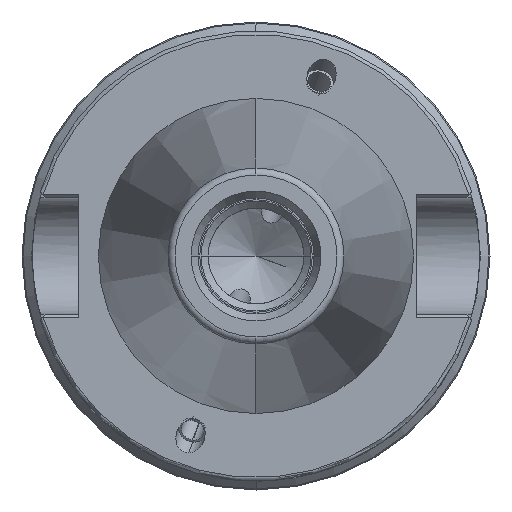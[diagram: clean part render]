
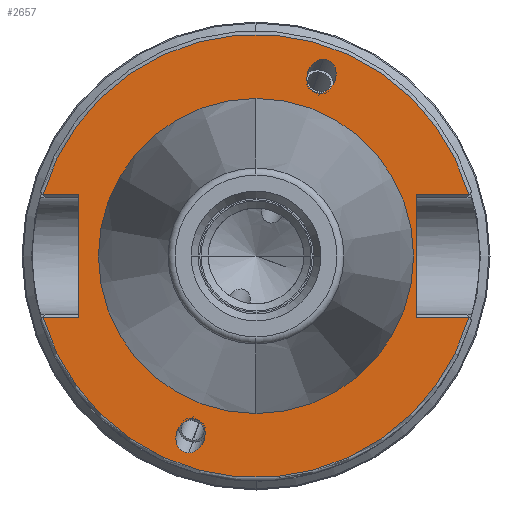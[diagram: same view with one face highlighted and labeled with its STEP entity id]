
A CAD part, left-side view. The second image highlights one B-rep face of the part: STEP entity #2657.
In plain terms, the highlighted planar face has unit normal (-1, 0, 0).
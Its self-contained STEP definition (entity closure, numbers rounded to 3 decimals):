
#116=CARTESIAN_POINT('',(3.175,0.,0.));
#117=DIRECTION('',(1.,0.,0.));
#118=DIRECTION('',(0.,1.,0.));
#119=AXIS2_PLACEMENT_3D('',#116,#117,#118);
#121=CARTESIAN_POINT('',(3.175,0.,0.));
#122=DIRECTION('',(1.,0.,0.));
#123=DIRECTION('',(0.,-1.,0.));
#124=AXIS2_PLACEMENT_3D('',#121,#122,#123);
#126=CARTESIAN_POINT('',(3.175,9.498,-27.766));
#127=CARTESIAN_POINT('',(3.175,9.257,-27.766));
#128=CARTESIAN_POINT('',(3.175,8.727,-27.663));
#129=CARTESIAN_POINT('',(3.175,7.941,-27.117));
#130=CARTESIAN_POINT('',(3.175,7.379,-26.257));
#131=CARTESIAN_POINT('',(3.175,7.151,-25.372));
#132=CARTESIAN_POINT('',(3.175,7.185,-24.486));
#133=CARTESIAN_POINT('',(3.175,7.557,-23.627));
#134=CARTESIAN_POINT('',(3.175,8.223,-23.08));
#135=CARTESIAN_POINT('',(3.175,8.731,-22.978));
#136=CARTESIAN_POINT('',(3.175,8.971,-22.978));
#138=CARTESIAN_POINT('',(3.175,8.971,-22.978));
#139=CARTESIAN_POINT('',(3.175,9.212,-22.978));
#140=CARTESIAN_POINT('',(3.175,9.742,-23.08));
#141=CARTESIAN_POINT('',(3.175,10.528,-23.627));
#142=CARTESIAN_POINT('',(3.175,11.09,-24.486));
#143=CARTESIAN_POINT('',(3.175,11.318,-25.372));
#144=CARTESIAN_POINT('',(3.175,11.284,-26.257));
#145=CARTESIAN_POINT('',(3.175,10.912,-27.117));
#146=CARTESIAN_POINT('',(3.175,10.246,-27.663));
#147=CARTESIAN_POINT('',(3.175,9.738,-27.766));
#148=CARTESIAN_POINT('',(3.175,9.498,-27.766));
#150=CARTESIAN_POINT('',(3.175,-9.498,27.766));
#151=CARTESIAN_POINT('',(3.175,-9.257,27.766));
#152=CARTESIAN_POINT('',(3.175,-8.727,27.663));
#153=CARTESIAN_POINT('',(3.175,-7.941,27.117));
#154=CARTESIAN_POINT('',(3.175,-7.379,26.257));
#155=CARTESIAN_POINT('',(3.175,-7.151,25.372));
#156=CARTESIAN_POINT('',(3.175,-7.185,24.486));
#157=CARTESIAN_POINT('',(3.175,-7.557,23.627));
#158=CARTESIAN_POINT('',(3.175,-8.223,23.08));
#159=CARTESIAN_POINT('',(3.175,-8.731,22.978));
#160=CARTESIAN_POINT('',(3.175,-8.971,22.978));
#162=CARTESIAN_POINT('',(3.175,-8.971,22.978));
#163=CARTESIAN_POINT('',(3.175,-9.212,22.978));
#164=CARTESIAN_POINT('',(3.175,-9.742,23.08));
#165=CARTESIAN_POINT('',(3.175,-10.528,23.627));
#166=CARTESIAN_POINT('',(3.175,-11.09,24.486));
#167=CARTESIAN_POINT('',(3.175,-11.318,25.372));
#168=CARTESIAN_POINT('',(3.175,-11.284,26.257));
#169=CARTESIAN_POINT('',(3.175,-10.912,27.117));
#170=CARTESIAN_POINT('',(3.175,-10.246,27.663));
#171=CARTESIAN_POINT('',(3.175,-9.738,27.766));
#172=CARTESIAN_POINT('',(3.175,-9.498,27.766));
#174=DIRECTION('',(0.,-1.,0.));
#175=VECTOR('',#174,5.017);
#176=CARTESIAN_POINT('',(3.175,30.017,8.69));
#177=LINE('',#176,#175);
#178=DIRECTION('',(0.,-1.,0.));
#179=VECTOR('',#178,7.417);
#180=CARTESIAN_POINT('',(3.175,-22.6,8.69));
#181=LINE('',#180,#179);
#182=DIRECTION('',(0.,1.,0.));
#183=VECTOR('',#182,7.417);
#184=CARTESIAN_POINT('',(3.175,-30.017,-8.69));
#185=LINE('',#184,#183);
#186=DIRECTION('',(0.,1.,0.));
#187=VECTOR('',#186,5.017);
#188=CARTESIAN_POINT('',(3.175,25.,-8.69));
#189=LINE('',#188,#187);
#1013=DIRECTION('',(0.,0.,1.));
#1014=VECTOR('',#1013,17.38);
#1015=CARTESIAN_POINT('',(3.175,-22.6,-8.69));
#1016=LINE('',#1015,#1014);
#1108=DIRECTION('',(0.,0.,-1.));
#1109=VECTOR('',#1108,17.38);
#1110=CARTESIAN_POINT('',(3.175,25.,8.69));
#1111=LINE('',#1110,#1109);
#1529=CARTESIAN_POINT('',(3.175,0.,0.));
#1530=DIRECTION('',(-1.,0.,0.));
#1531=DIRECTION('',(0.,-0.961,0.278));
#1532=AXIS2_PLACEMENT_3D('',#1529,#1530,#1531);
#1603=CARTESIAN_POINT('',(3.175,0.,0.));
#1604=DIRECTION('',(-1.,0.,0.));
#1605=DIRECTION('',(0.,0.961,-0.278));
#1606=AXIS2_PLACEMENT_3D('',#1603,#1604,#1605);
#2143=CARTESIAN_POINT('',(3.175,22.2,0.));
#2144=CARTESIAN_POINT('',(3.175,-22.2,0.));
#2145=VERTEX_POINT('',#2143);
#2146=VERTEX_POINT('',#2144);
#2197=VERTEX_POINT('',#126);
#2198=VERTEX_POINT('',#136);
#2237=CARTESIAN_POINT('',(3.175,30.017,8.69));
#2238=CARTESIAN_POINT('',(3.175,25.,8.69));
#2239=VERTEX_POINT('',#2237);
#2240=VERTEX_POINT('',#2238);
#2247=CARTESIAN_POINT('',(3.175,25.,-8.69));
#2248=CARTESIAN_POINT('',(3.175,30.017,-8.69));
#2249=VERTEX_POINT('',#2247);
#2250=VERTEX_POINT('',#2248);
#2257=CARTESIAN_POINT('',(3.175,-22.6,8.69));
#2258=CARTESIAN_POINT('',(3.175,-30.017,8.69));
#2259=VERTEX_POINT('',#2257);
#2260=VERTEX_POINT('',#2258);
#2267=CARTESIAN_POINT('',(3.175,-30.017,
-8.69));
#2268=CARTESIAN_POINT('',(3.175,-22.6,-8.69));
#2269=VERTEX_POINT('',#2267);
#2270=VERTEX_POINT('',#2268);
#2289=CARTESIAN_POINT('',(3.175,-9.498,27.766));
#2290=VERTEX_POINT('',#2289);
#2291=CARTESIAN_POINT('',(3.175,-8.971,22.978));
#2292=VERTEX_POINT('',#2291);
#2618=CARTESIAN_POINT('',(3.175,0.,0.));
#2619=DIRECTION('',(1.,0.,0.));
#2620=DIRECTION('',(0.,0.,1.));
#2621=AXIS2_PLACEMENT_3D('',#2618,#2619,#2620);
#2622=PLANE('',#2621);
#2624=ORIENTED_EDGE('',*,*,#2623,.F.);
#2626=ORIENTED_EDGE('',*,*,#2625,.F.);
#2628=ORIENTED_EDGE('',*,*,#2627,.F.);
#2630=ORIENTED_EDGE('',*,*,#2629,.F.);
#2632=ORIENTED_EDGE('',*,*,#2631,.F.);
#2634=ORIENTED_EDGE('',*,*,#2633,.F.);
#2636=ORIENTED_EDGE('',*,*,#2635,.F.);
#2638=ORIENTED_EDGE('',*,*,#2637,.F.);
#2639=EDGE_LOOP('',(#2624,#2626,#2628,#2630,#2632,#2634,#2636,#2638));
#2640=FACE_OUTER_BOUND('',#2639,.F.);
#2642=ORIENTED_EDGE('',*,*,#2641,.T.);
#2644=ORIENTED_EDGE('',*,*,#2643,.T.);
#2645=EDGE_LOOP('',(#2642,#2644));
#2646=FACE_BOUND('',#2645,.F.);
#2648=ORIENTED_EDGE('',*,*,#2647,.T.);
#2650=ORIENTED_EDGE('',*,*,#2649,.T.);
#2651=EDGE_LOOP('',(#2648,#2650));
#2652=FACE_BOUND('',#2651,.F.);
#2653=ORIENTED_EDGE('',*,*,#2571,.F.);
#2654=ORIENTED_EDGE('',*,*,#2586,.F.);
#2655=EDGE_LOOP('',(#2653,#2654));
#2656=FACE_BOUND('',#2655,.F.);
#2657=ADVANCED_FACE('',(#2640,#2646,#2652,#2656),#2622,.F.);
#120=CIRCLE('',#119,22.2);
#125=CIRCLE('',#124,22.2);
#137=B_SPLINE_CURVE_WITH_KNOTS('',3,(#126,#127,#128,#129,#130,#131,#132,#133,
#134,#135,#136),.UNSPECIFIED.,.F.,.F.,(4,1,1,1,1,1,1,1,4),(0.,0.125,0.25,
0.375,0.5,0.625,0.75,0.875,1.),.UNSPECIFIED.);
#149=B_SPLINE_CURVE_WITH_KNOTS('',3,(#138,#139,#140,#141,#142,#143,#144,#145,
#146,#147,#148),.UNSPECIFIED.,.F.,.F.,(4,1,1,1,1,1,1,1,4),(0.,0.125,0.25,
0.375,0.5,0.625,0.75,0.875,1.),.UNSPECIFIED.);
#161=B_SPLINE_CURVE_WITH_KNOTS('',3,(#150,#151,#152,#153,#154,#155,#156,#157,
#158,#159,#160),.UNSPECIFIED.,.F.,.F.,(4,1,1,1,1,1,1,1,4),(0.,0.125,0.25,
0.375,0.5,0.625,0.75,0.875,1.),.UNSPECIFIED.);
#173=B_SPLINE_CURVE_WITH_KNOTS('',3,(#162,#163,#164,#165,#166,#167,#168,#169,
#170,#171,#172),.UNSPECIFIED.,.F.,.F.,(4,1,1,1,1,1,1,1,4),(0.,0.125,0.25,
0.375,0.5,0.625,0.75,0.875,1.),.UNSPECIFIED.);
#1533=CIRCLE('',#1532,31.25);
#1607=CIRCLE('',#1606,31.25);
#2571=EDGE_CURVE('',#2145,#2146,#120,.T.);
#2586=EDGE_CURVE('',#2146,#2145,#125,.T.);
#2623=EDGE_CURVE('',#2239,#2240,#177,.T.);
#2625=EDGE_CURVE('',#2260,#2239,#1533,.T.);
#2627=EDGE_CURVE('',#2259,#2260,#181,.T.);
#2629=EDGE_CURVE('',#2270,#2259,#1016,.T.);
#2631=EDGE_CURVE('',#2269,#2270,#185,.T.);
#2633=EDGE_CURVE('',#2250,#2269,#1607,.T.);
#2635=EDGE_CURVE('',#2249,#2250,#189,.T.);
#2637=EDGE_CURVE('',#2240,#2249,#1111,.T.);
#2641=EDGE_CURVE('',#2197,#2198,#137,.T.);
#2643=EDGE_CURVE('',#2198,#2197,#149,.T.);
#2647=EDGE_CURVE('',#2290,#2292,#161,.T.);
#2649=EDGE_CURVE('',#2292,#2290,#173,.T.);
